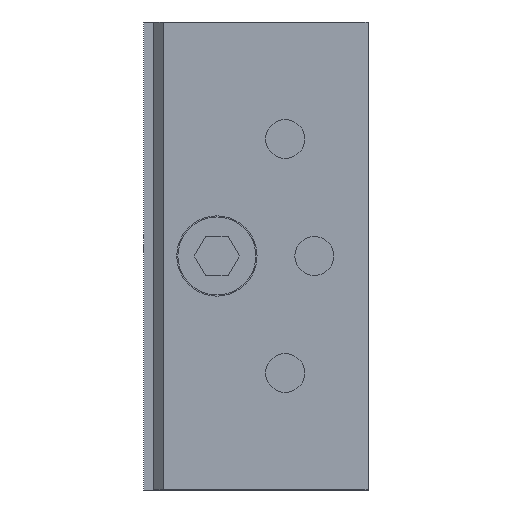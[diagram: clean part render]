
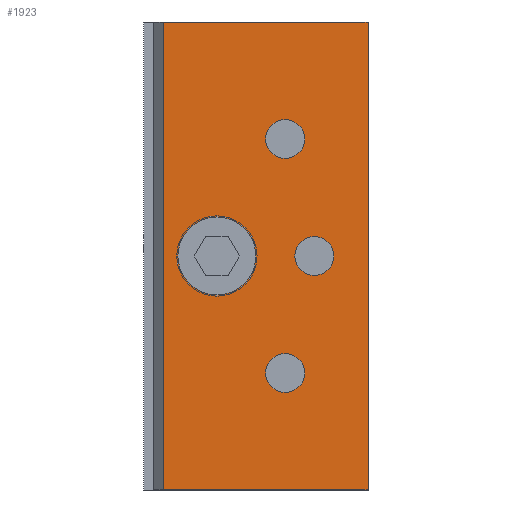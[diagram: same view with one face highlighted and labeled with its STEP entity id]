
A CAD part, front view. The second image highlights one B-rep face of the part: STEP entity #1923.
In plain terms, the highlighted planar face has unit normal (0, -1, 0).
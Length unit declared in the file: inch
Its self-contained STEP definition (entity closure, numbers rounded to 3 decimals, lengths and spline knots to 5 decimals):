
#152=CARTESIAN_POINT('',(0.34379,-0.33265,1.5));
#153=VERTEX_POINT('',#152);
#154=CARTESIAN_POINT('',(0.09379,-0.33265,1.5));
#155=DIRECTION('',(0.0,1.0,0.0));
#156=DIRECTION('',(1.0,0.0,0.0));
#157=AXIS2_PLACEMENT_3D('',#154,#155,#156);
#158=CIRCLE('',#157,0.25);
#159=EDGE_CURVE('',#153,#153,#158,.T.);
#1707=CARTESIAN_POINT('',(0.84354,-0.33265,1.5));
#1708=VERTEX_POINT('',#1707);
#1709=CARTESIAN_POINT('',(0.71854,-0.33265,1.5));
#1710=DIRECTION('',(0.0,1.0,0.0));
#1711=DIRECTION('',(-1.0,0.0,0.0));
#1712=AXIS2_PLACEMENT_3D('',#1709,#1710,#1711);
#1713=CIRCLE('',#1712,0.125);
#1714=EDGE_CURVE('',#1708,#1708,#1713,.T.);
#1748=CARTESIAN_POINT('',(0.65654,-0.33265,2.25));
#1749=VERTEX_POINT('',#1748);
#1750=CARTESIAN_POINT('',(0.53154,-0.33265,2.25));
#1751=DIRECTION('',(0.0,1.0,0.0));
#1752=DIRECTION('',(-1.0,0.0,0.0));
#1753=AXIS2_PLACEMENT_3D('',#1750,#1751,#1752);
#1754=CIRCLE('',#1753,0.125);
#1755=EDGE_CURVE('',#1749,#1749,#1754,.T.);
#1789=CARTESIAN_POINT('',(0.65654,-0.33265,0.75));
#1790=VERTEX_POINT('',#1789);
#1791=CARTESIAN_POINT('',(0.53154,-0.33265,0.75));
#1792=DIRECTION('',(0.0,1.0,0.0));
#1793=DIRECTION('',(-1.0,0.0,0.0));
#1794=AXIS2_PLACEMENT_3D('',#1791,#1792,#1793);
#1795=CIRCLE('',#1794,0.125);
#1796=EDGE_CURVE('',#1790,#1790,#1795,.T.);
#1855=CARTESIAN_POINT('',(1.06254,-0.33265,3.0));
#1856=VERTEX_POINT('',#1855);
#1863=CARTESIAN_POINT('',(1.06254,-0.33265,0.0));
#1864=VERTEX_POINT('',#1863);
#1865=CARTESIAN_POINT('',(1.06254,-0.33265,0.0));
#1866=DIRECTION('',(0.0,0.0,1.0));
#1867=VECTOR('',#1866,3.0);
#1868=LINE('',#1865,#1867);
#1869=EDGE_CURVE('',#1864,#1856,#1868,.T.);
#1881=CARTESIAN_POINT('',(1.06254,-0.33265,0.0));
#1882=DIRECTION('',(0.0,-1.0,0.0));
#1883=DIRECTION('',(0.0,0.0,-1.0));
#1884=AXIS2_PLACEMENT_3D('',#1881,#1882,#1883);
#1885=PLANE('',#1884);
#1886=CARTESIAN_POINT('',(-0.24996,-0.33265,3.0));
#1887=VERTEX_POINT('',#1886);
#1888=CARTESIAN_POINT('',(1.06254,-0.33265,3.0));
#1889=DIRECTION('',(-1.0,0.0,0.0));
#1890=VECTOR('',#1889,1.3125);
#1891=LINE('',#1888,#1890);
#1892=EDGE_CURVE('',#1856,#1887,#1891,.T.);
#1893=ORIENTED_EDGE('',*,*,#1892,.T.);
#1894=CARTESIAN_POINT('',(-0.24996,-0.33265,0.0));
#1895=VERTEX_POINT('',#1894);
#1896=CARTESIAN_POINT('',(-0.24996,-0.33265,0.0));
#1897=DIRECTION('',(0.0,0.0,1.0));
#1898=VECTOR('',#1897,3.0);
#1899=LINE('',#1896,#1898);
#1900=EDGE_CURVE('',#1895,#1887,#1899,.T.);
#1901=ORIENTED_EDGE('',*,*,#1900,.F.);
#1902=CARTESIAN_POINT('',(1.06254,-0.33265,0.0));
#1903=DIRECTION('',(-1.0,0.0,0.0));
#1904=VECTOR('',#1903,1.3125);
#1905=LINE('',#1902,#1904);
#1906=EDGE_CURVE('',#1864,#1895,#1905,.T.);
#1907=ORIENTED_EDGE('',*,*,#1906,.F.);
#1908=ORIENTED_EDGE('',*,*,#1869,.T.);
#1909=EDGE_LOOP('',(#1893,#1901,#1907,#1908));
#1910=FACE_OUTER_BOUND('',#1909,.T.);
#1911=ORIENTED_EDGE('',*,*,#159,.T.);
#1912=EDGE_LOOP('',(#1911));
#1913=FACE_BOUND('',#1912,.T.);
#1914=ORIENTED_EDGE('',*,*,#1714,.T.);
#1915=EDGE_LOOP('',(#1914));
#1916=FACE_BOUND('',#1915,.T.);
#1917=ORIENTED_EDGE('',*,*,#1755,.T.);
#1918=EDGE_LOOP('',(#1917));
#1919=FACE_BOUND('',#1918,.T.);
#1920=ORIENTED_EDGE('',*,*,#1796,.T.);
#1921=EDGE_LOOP('',(#1920));
#1922=FACE_BOUND('',#1921,.T.);
#1923=ADVANCED_FACE('',(#1910,#1913,#1916,#1919,#1922),#1885,.T.);
